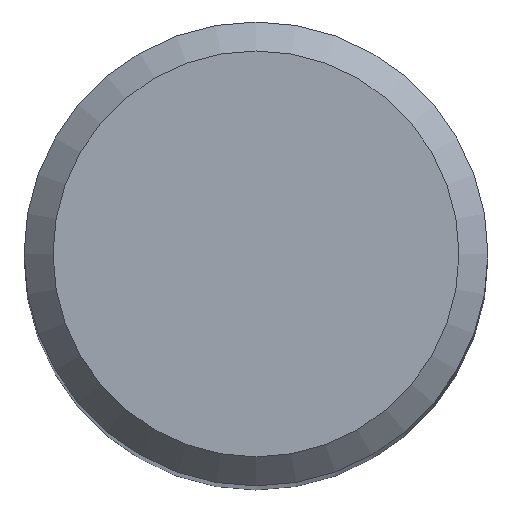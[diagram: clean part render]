
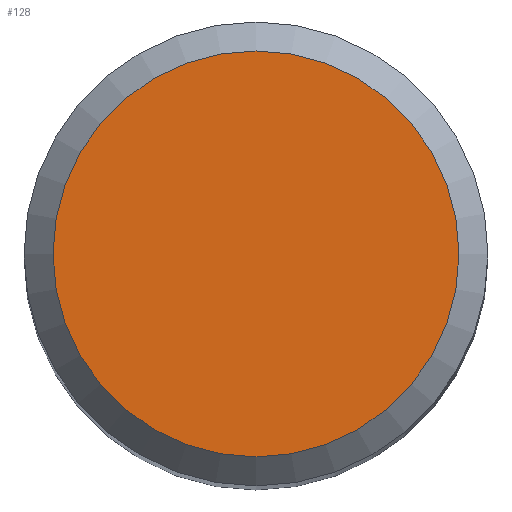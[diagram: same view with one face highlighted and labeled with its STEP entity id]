
A CAD part, top view. The second image highlights one B-rep face of the part: STEP entity #128.
In plain terms, the highlighted planar face has unit normal (0, 0, 1).
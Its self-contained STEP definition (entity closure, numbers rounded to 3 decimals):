
#94=PLANE('',#258);
#96=FACE_OUTER_BOUND('',#172,.T.);
#128=ADVANCED_FACE('',(#96),#94,.T.);
#172=EDGE_LOOP('',(#196));
#196=ORIENTED_EDGE('',*,*,#228,.T.);
#216=VERTEX_POINT('',#340);
#228=EDGE_CURVE('',#216,#216,#240,.T.);
#240=CIRCLE('',#257,3.5);
#257=AXIS2_PLACEMENT_3D('',#339,#292,#293);
#258=AXIS2_PLACEMENT_3D('',#341,#294,#295);
#292=DIRECTION('',(0.,0.,1.));
#293=DIRECTION('',(1.,0.,0.));
#294=DIRECTION('',(0.,0.,1.));
#295=DIRECTION('',(1.,0.,0.));
#339=CARTESIAN_POINT('',(0.,0.,0.));
#340=CARTESIAN_POINT('',(3.5,0.,0.));
#341=CARTESIAN_POINT('',(0.,0.,0.));
